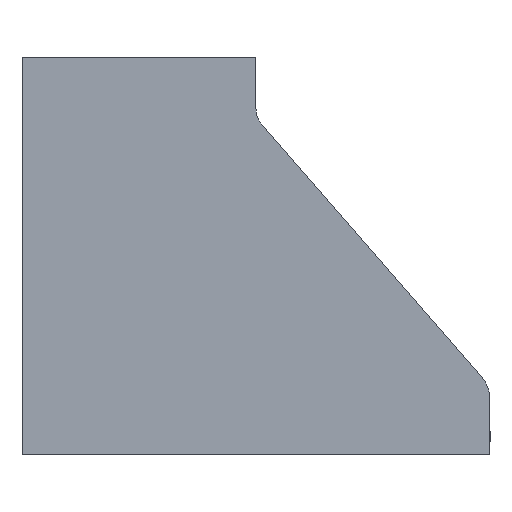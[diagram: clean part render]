
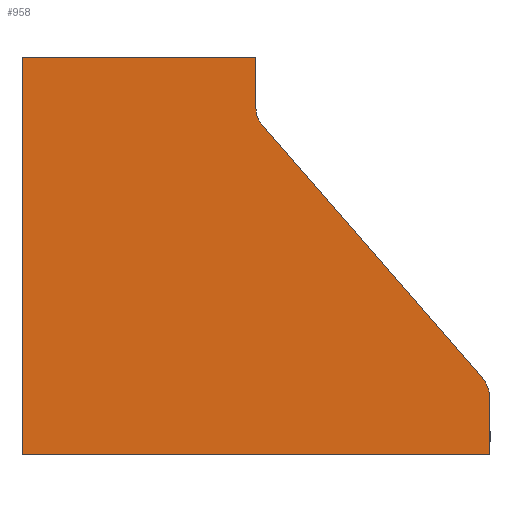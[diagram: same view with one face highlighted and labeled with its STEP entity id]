
A CAD part, front view. The second image highlights one B-rep face of the part: STEP entity #958.
In plain terms, the highlighted planar face has unit normal (0, -1, 0).
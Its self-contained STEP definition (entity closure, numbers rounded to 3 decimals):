
#72 = ORIENTED_EDGE ( 'NONE', *, *, #462, .T. ) ;
#101 = ORIENTED_EDGE ( 'NONE', *, *, #386, .T. ) ;
#106 = ORIENTED_EDGE ( 'NONE', *, *, #423, .F. ) ;
#107 = ORIENTED_EDGE ( 'NONE', *, *, #431, .F. ) ;
#132 = ORIENTED_EDGE ( 'NONE', *, *, #426, .F. ) ;
#137 = ORIENTED_EDGE ( 'NONE', *, *, #403, .T. ) ;
#141 = ORIENTED_EDGE ( 'NONE', *, *, #461, .T. ) ;
#142 = ORIENTED_EDGE ( 'NONE', *, *, #434, .T. ) ;
#153 = CARTESIAN_POINT ( 'NONE',  ( 500., 0., -292.853 ) ) ;
#157 = DIRECTION ( 'NONE',  ( 0., 0., 1. ) ) ;
#158 = CARTESIAN_POINT ( 'NONE',  ( 300., 0., 0. ) ) ;
#172 = DIRECTION ( 'NONE',  ( -1., 0., 0. ) ) ;
#182 = CARTESIAN_POINT ( 'NONE',  ( 500., 0., -292.853 ) ) ;
#186 = CARTESIAN_POINT ( 'NONE',  ( -300., 0., -340. ) ) ;
#218 = CARTESIAN_POINT ( 'NONE',  ( -100., 0., 0. ) ) ;
#235 = DIRECTION ( 'NONE',  ( 0., 0., 1. ) ) ;
#242 = DIRECTION ( 'NONE',  ( 1., 0., 0. ) ) ;
#247 = DIRECTION ( 'NONE',  ( 0., 0., 1. ) ) ;
#253 = CARTESIAN_POINT ( 'NONE',  ( 470., 0., -292.853 ) ) ;
#257 = DIRECTION ( 'NONE',  ( 0., -1., 0. ) ) ;
#258 = CARTESIAN_POINT ( 'NONE',  ( 100., 0., 0. ) ) ;
#292 = DIRECTION ( 'NONE',  ( 0., 0., 1. ) ) ;
#324 = AXIS2_PLACEMENT_3D ( 'NONE', #656, #661, #662 ) ;
#348 = AXIS2_PLACEMENT_3D ( 'NONE', #769, #774, #771 ) ;
#357 = AXIS2_PLACEMENT_3D ( 'NONE', #253, #257, #247 ) ;
#386 = EDGE_CURVE ( 'NONE', #1057, #1051, #800, .T. ) ;
#403 = EDGE_CURVE ( 'NONE', #1178, #443, #828, .T. ) ;
#423 = EDGE_CURVE ( 'NONE', #1039, #1051, #860, .T. ) ;
#426 = EDGE_CURVE ( 'NONE', #1178, #1047, #866, .T. ) ;
#431 = EDGE_CURVE ( 'NONE', #1047, #1039, #876, .T. ) ;
#434 = EDGE_CURVE ( 'NONE', #443, #1072, #882, .T. ) ;
#443 = VERTEX_POINT ( 'NONE', #153 ) ;
#461 = EDGE_CURVE ( 'NONE', #1072, #1070, #920, .T. ) ;
#462 = EDGE_CURVE ( 'NONE', #1070, #1057, #924, .T. ) ;
#563 = FACE_OUTER_BOUND ( 'NONE', #1103, .T. ) ;
#621 = CARTESIAN_POINT ( 'NONE',  ( 100., 0., 0. ) ) ;
#628 = PLANE ( 'NONE',  #324 ) ;
#632 = CARTESIAN_POINT ( 'NONE',  ( 100., 0., -340. ) ) ;
#643 = CARTESIAN_POINT ( 'NONE',  ( 300., 0., -44.155 ) ) ;
#650 = CARTESIAN_POINT ( 'NONE',  ( 300., 0., 0. ) ) ;
#656 = CARTESIAN_POINT ( 'NONE',  ( -120., 0., -44.155 ) ) ;
#661 = DIRECTION ( 'NONE',  ( 0., 1., 0. ) ) ;
#662 = DIRECTION ( 'NONE',  ( 0., 0., 1. ) ) ;
#689 = CARTESIAN_POINT ( 'NONE',  ( 500., 0., -340. ) ) ;
#693 = CARTESIAN_POINT ( 'NONE',  ( 304.908, 0., -57.278 ) ) ;
#702 = CARTESIAN_POINT ( 'NONE',  ( 492.638, 0., -273.168 ) ) ;
#731 = DIRECTION ( 'NONE',  ( -0.656, 0., 0.755 ) ) ;
#739 = CARTESIAN_POINT ( 'NONE',  ( 304.908, 0., -57.278 ) ) ;
#769 = CARTESIAN_POINT ( 'NONE',  ( 320., 0., -44.155 ) ) ;
#771 = DIRECTION ( 'NONE',  ( 0., 0., 1. ) ) ;
#774 = DIRECTION ( 'NONE',  ( 0., 1., 0. ) ) ;
#800 = LINE ( 'NONE', #158, #802 ) ;
#802 = VECTOR ( 'NONE', #157, 1000. ) ;
#828 = LINE ( 'NONE', #182, #830 ) ;
#830 = VECTOR ( 'NONE', #292, 1000. ) ;
#860 = LINE ( 'NONE', #218, #863 ) ;
#863 = VECTOR ( 'NONE', #242, 1000. ) ;
#866 = LINE ( 'NONE', #186, #869 ) ;
#869 = VECTOR ( 'NONE', #172, 1000. ) ;
#876 = LINE ( 'NONE', #258, #879 ) ;
#879 = VECTOR ( 'NONE', #235, 1000. ) ;
#882 = CIRCLE ( 'NONE', #357, 30. ) ;
#920 = LINE ( 'NONE', #739, #925 ) ;
#924 = CIRCLE ( 'NONE', #348, 20. ) ;
#925 = VECTOR ( 'NONE', #731, 1000. ) ;
#958 = ADVANCED_FACE ( 'NONE', ( #563 ), #628, .F. ) ;
#1039 = VERTEX_POINT ( 'NONE', #621 ) ;
#1047 = VERTEX_POINT ( 'NONE', #632 ) ;
#1051 = VERTEX_POINT ( 'NONE', #650 ) ;
#1057 = VERTEX_POINT ( 'NONE', #643 ) ;
#1070 = VERTEX_POINT ( 'NONE', #693 ) ;
#1072 = VERTEX_POINT ( 'NONE', #702 ) ;
#1103 = EDGE_LOOP ( 'NONE', ( #106, #107, #132, #137, #142, #141, #72, #101 ) ) ;
#1178 = VERTEX_POINT ( 'NONE', #689 ) ;
